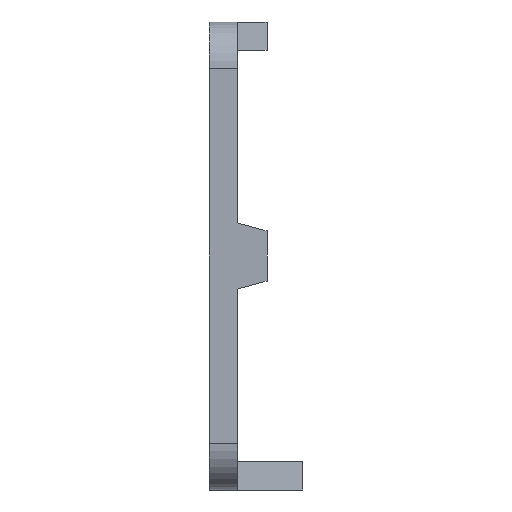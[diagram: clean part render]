
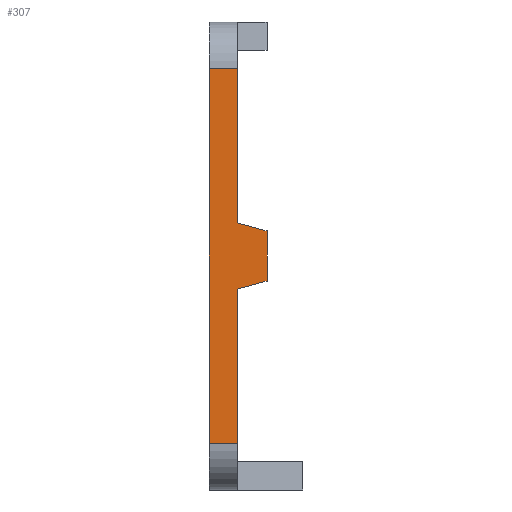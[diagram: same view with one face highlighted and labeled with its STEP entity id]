
A CAD part, left-side view. The second image highlights one B-rep face of the part: STEP entity #307.
In plain terms, the highlighted planar face has unit normal (-1, 0, 0).
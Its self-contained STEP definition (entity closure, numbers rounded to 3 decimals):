
#20 = LINE ( 'NONE', #660, #1247 ) ;
#27 = DIRECTION ( 'NONE',  ( 0., 0., 1. ) ) ;
#43 = EDGE_CURVE ( 'NONE', #812, #884, #459, .T. ) ;
#51 = DIRECTION ( 'NONE',  ( 0., -1., 0. ) ) ;
#84 = EDGE_CURVE ( 'NONE', #907, #568, #270, .T. ) ;
#104 = CARTESIAN_POINT ( 'NONE',  ( -25., 0., -20. ) ) ;
#109 = VECTOR ( 'NONE', #204, 1000. ) ;
#138 = DIRECTION ( 'NONE',  ( 1., 0., 0. ) ) ;
#152 = PLANE ( 'NONE',  #667 ) ;
#204 = DIRECTION ( 'NONE',  ( 0., -0.966, 0.259 ) ) ;
#237 = ORIENTED_EDGE ( 'NONE', *, *, #1256, .T. ) ;
#244 = VECTOR ( 'NONE', #726, 1000. ) ;
#249 = LINE ( 'NONE', #545, #600 ) ;
#270 = LINE ( 'NONE', #725, #109 ) ;
#273 = CARTESIAN_POINT ( 'NONE',  ( -25., 0., -3.535 ) ) ;
#278 = CARTESIAN_POINT ( 'NONE',  ( -25., 0., 3.535 ) ) ;
#302 = EDGE_LOOP ( 'NONE', ( #946, #1267, #550, #237, #1300, #1152, #1150, #490 ) ) ;
#306 = EDGE_CURVE ( 'NONE', #884, #539, #20, .T. ) ;
#307 = ADVANCED_FACE ( 'NONE', ( #422 ), #152, .F. ) ;
#328 = CARTESIAN_POINT ( 'NONE',  ( -25., 0., 0. ) ) ;
#329 = CARTESIAN_POINT ( 'NONE',  ( -25., 3., -20. ) ) ;
#366 = CARTESIAN_POINT ( 'NONE',  ( -25., -3.2, -2.677 ) ) ;
#374 = VECTOR ( 'NONE', #533, 1000. ) ;
#418 = LINE ( 'NONE', #1095, #470 ) ;
#422 = FACE_OUTER_BOUND ( 'NONE', #302, .T. ) ;
#459 = LINE ( 'NONE', #538, #374 ) ;
#470 = VECTOR ( 'NONE', #1202, 1000. ) ;
#490 = ORIENTED_EDGE ( 'NONE', *, *, #899, .T. ) ;
#503 = EDGE_CURVE ( 'NONE', #1286, #907, #714, .T. ) ;
#533 = DIRECTION ( 'NONE',  ( 0., 0., 1. ) ) ;
#538 = CARTESIAN_POINT ( 'NONE',  ( -25., 3., -20. ) ) ;
#539 = VERTEX_POINT ( 'NONE', #1281 ) ;
#545 = CARTESIAN_POINT ( 'NONE',  ( -25., 0., 0. ) ) ;
#550 = ORIENTED_EDGE ( 'NONE', *, *, #641, .T. ) ;
#568 = VERTEX_POINT ( 'NONE', #366 ) ;
#571 = CARTESIAN_POINT ( 'NONE',  ( -25., -3.2, -2.677 ) ) ;
#600 = VECTOR ( 'NONE', #27, 1000. ) ;
#633 = VECTOR ( 'NONE', #1185, 1000. ) ;
#641 = EDGE_CURVE ( 'NONE', #568, #1257, #919, .T. ) ;
#660 = CARTESIAN_POINT ( 'NONE',  ( -25., 3., 20. ) ) ;
#667 = AXIS2_PLACEMENT_3D ( 'NONE', #878, #138, #870 ) ;
#714 = LINE ( 'NONE', #328, #904 ) ;
#725 = CARTESIAN_POINT ( 'NONE',  ( -25., 0., -3.535 ) ) ;
#726 = DIRECTION ( 'NONE',  ( 0., 0.966, 0.259 ) ) ;
#750 = EDGE_CURVE ( 'NONE', #1021, #539, #249, .T. ) ;
#812 = VERTEX_POINT ( 'NONE', #329 ) ;
#828 = CARTESIAN_POINT ( 'NONE',  ( -25., -3.2, 2.677 ) ) ;
#849 = LINE ( 'NONE', #1243, #244 ) ;
#870 = DIRECTION ( 'NONE',  ( 0., 0., -1. ) ) ;
#878 = CARTESIAN_POINT ( 'NONE',  ( -25., 3., 0. ) ) ;
#880 = CARTESIAN_POINT ( 'NONE',  ( -25., 3., 20. ) ) ;
#884 = VERTEX_POINT ( 'NONE', #880 ) ;
#899 = EDGE_CURVE ( 'NONE', #812, #1286, #418, .T. ) ;
#904 = VECTOR ( 'NONE', #1157, 1000. ) ;
#907 = VERTEX_POINT ( 'NONE', #273 ) ;
#919 = LINE ( 'NONE', #571, #633 ) ;
#946 = ORIENTED_EDGE ( 'NONE', *, *, #503, .T. ) ;
#1021 = VERTEX_POINT ( 'NONE', #278 ) ;
#1095 = CARTESIAN_POINT ( 'NONE',  ( -25., 3., -20. ) ) ;
#1150 = ORIENTED_EDGE ( 'NONE', *, *, #43, .F. ) ;
#1152 = ORIENTED_EDGE ( 'NONE', *, *, #306, .F. ) ;
#1157 = DIRECTION ( 'NONE',  ( 0., 0., 1. ) ) ;
#1185 = DIRECTION ( 'NONE',  ( 0., 0., 1. ) ) ;
#1202 = DIRECTION ( 'NONE',  ( 0., -1., 0. ) ) ;
#1243 = CARTESIAN_POINT ( 'NONE',  ( -25., -3.2, 2.677 ) ) ;
#1247 = VECTOR ( 'NONE', #51, 1000. ) ;
#1256 = EDGE_CURVE ( 'NONE', #1257, #1021, #849, .T. ) ;
#1257 = VERTEX_POINT ( 'NONE', #828 ) ;
#1267 = ORIENTED_EDGE ( 'NONE', *, *, #84, .T. ) ;
#1281 = CARTESIAN_POINT ( 'NONE',  ( -25., 0., 20. ) ) ;
#1286 = VERTEX_POINT ( 'NONE', #104 ) ;
#1300 = ORIENTED_EDGE ( 'NONE', *, *, #750, .T. ) ;
